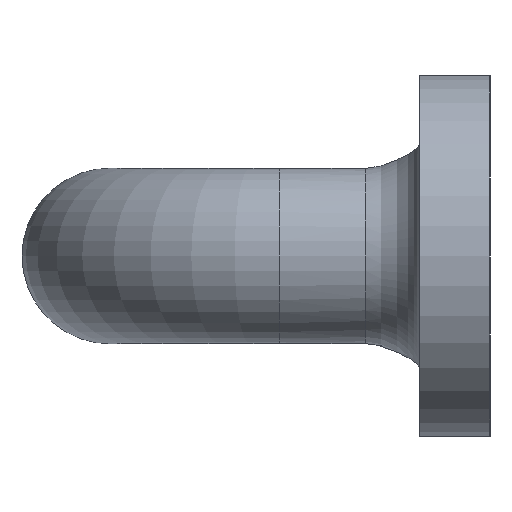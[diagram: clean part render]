
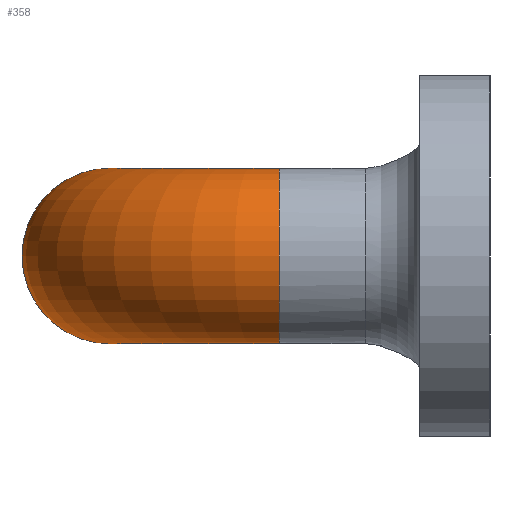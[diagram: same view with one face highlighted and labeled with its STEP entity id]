
A CAD part, left-side view. The second image highlights one B-rep face of the part: STEP entity #358.
In plain terms, the highlighted toroidal (fillet/blend) face has major radius 7.366 mm and minor radius 3.81 mm.
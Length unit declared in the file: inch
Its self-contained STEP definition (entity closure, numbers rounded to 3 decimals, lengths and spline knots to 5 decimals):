
#18=TOROIDAL_SURFACE('',#420,0.29,0.15);
#38=CIRCLE('',#418,0.15);
#39=CIRCLE('',#419,0.15);
#40=CIRCLE('',#421,0.14);
#41=CIRCLE('',#422,0.15);
#42=CIRCLE('',#423,0.15);
#68=FACE_OUTER_BOUND('',#87,.T.);
#87=EDGE_LOOP('',(#322,#323,#324,#325,#326,#327));
#171=VERTEX_POINT('',#694);
#172=VERTEX_POINT('',#696);
#173=VERTEX_POINT('',#700);
#174=VERTEX_POINT('',#702);
#222=EDGE_CURVE('',#172,#171,#38,.T.);
#223=EDGE_CURVE('',#171,#172,#39,.T.);
#224=EDGE_CURVE('',#172,#173,#40,.T.);
#225=EDGE_CURVE('',#174,#173,#41,.T.);
#226=EDGE_CURVE('',#173,#174,#42,.T.);
#322=ORIENTED_EDGE('',*,*,#223,.T.);
#323=ORIENTED_EDGE('',*,*,#224,.T.);
#324=ORIENTED_EDGE('',*,*,#225,.F.);
#325=ORIENTED_EDGE('',*,*,#226,.F.);
#326=ORIENTED_EDGE('',*,*,#224,.F.);
#327=ORIENTED_EDGE('',*,*,#222,.T.);
#358=ADVANCED_FACE('',(#68),#18,.T.);
#418=AXIS2_PLACEMENT_3D('',#697,#519,#520);
#419=AXIS2_PLACEMENT_3D('',#698,#521,#522);
#420=AXIS2_PLACEMENT_3D('',#699,#523,#524);
#421=AXIS2_PLACEMENT_3D('',#701,#525,#526);
#422=AXIS2_PLACEMENT_3D('',#703,#527,#528);
#423=AXIS2_PLACEMENT_3D('',#704,#529,#530);
#519=DIRECTION('center_axis',(0.,1.,0.));
#520=DIRECTION('ref_axis',(1.,0.,0.));
#521=DIRECTION('center_axis',(0.,1.,0.));
#522=DIRECTION('ref_axis',(1.,0.,0.));
#523=DIRECTION('center_axis',(0.,0.,1.));
#524=DIRECTION('ref_axis',(1.,0.,0.));
#525=DIRECTION('center_axis',(0.,0.,-1.));
#526=DIRECTION('ref_axis',(1.,0.,0.));
#527=DIRECTION('center_axis',(1.,0.,0.));
#528=DIRECTION('ref_axis',(0.,-1.,0.));
#529=DIRECTION('center_axis',(1.,0.,0.));
#530=DIRECTION('ref_axis',(0.,-1.,0.));
#694=CARTESIAN_POINT('',(-1.36,0.36,0.));
#696=CARTESIAN_POINT('',(-1.06,0.36,0.));
#697=CARTESIAN_POINT('Origin',(-1.21,0.36,0.));
#698=CARTESIAN_POINT('Origin',(-1.21,0.36,0.));
#699=CARTESIAN_POINT('Origin',(-0.92,0.36,0.));
#700=CARTESIAN_POINT('',(-0.92,0.5,0.));
#701=CARTESIAN_POINT('Origin',(-0.92,0.36,0.));
#702=CARTESIAN_POINT('',(-0.92,0.8,0.));
#703=CARTESIAN_POINT('Origin',(-0.92,0.65,0.));
#704=CARTESIAN_POINT('Origin',(-0.92,0.65,0.));
